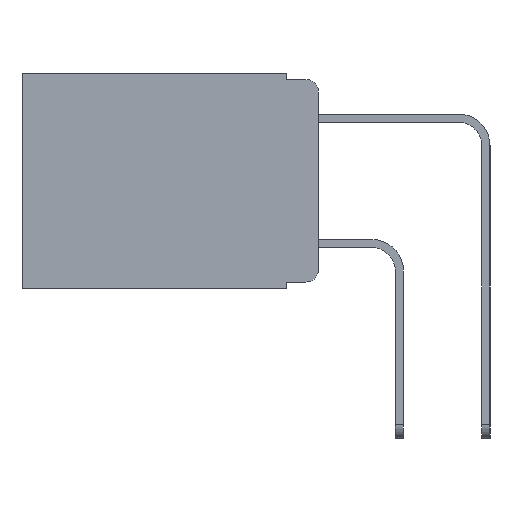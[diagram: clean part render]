
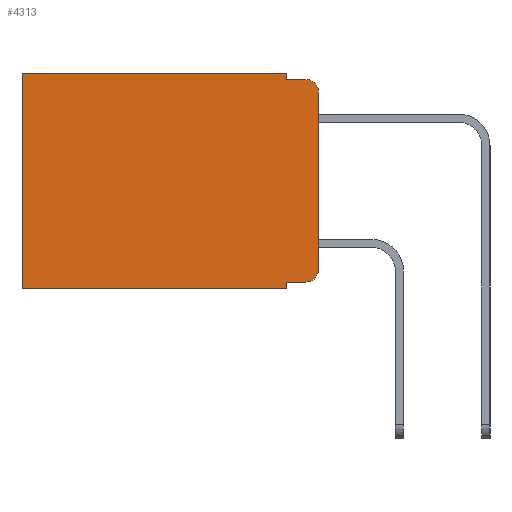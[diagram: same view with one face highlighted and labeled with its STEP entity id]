
A CAD part, left-side view. The second image highlights one B-rep face of the part: STEP entity #4313.
In plain terms, the highlighted planar face has unit normal (-1, 0, 0).
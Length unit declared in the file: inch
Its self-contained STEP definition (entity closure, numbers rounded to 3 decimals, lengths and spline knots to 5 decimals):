
#120 = ORIENTED_EDGE ( 'NONE', *, *, #17956, .T. ) ;
#225 = CARTESIAN_POINT ( 'NONE',  ( 0.298, 0., 0. ) ) ;
#364 = CARTESIAN_POINT ( 'NONE',  ( 0.298, 0., -0.313 ) ) ;
#673 = AXIS2_PLACEMENT_3D ( 'NONE', #225, #10438, #12067 ) ;
#907 = ORIENTED_EDGE ( 'NONE', *, *, #12502, .F. ) ;
#1164 = VERTEX_POINT ( 'NONE', #8030 ) ;
#1502 = ORIENTED_EDGE ( 'NONE', *, *, #18345, .T. ) ;
#1511 = VERTEX_POINT ( 'NONE', #13251 ) ;
#1563 = ORIENTED_EDGE ( 'NONE', *, *, #18820, .T. ) ;
#1771 = EDGE_CURVE ( 'NONE', #9703, #11524, #6150, .T. ) ;
#1810 = VECTOR ( 'NONE', #17529, 39.37008 ) ;
#1992 = ORIENTED_EDGE ( 'NONE', *, *, #13921, .T. ) ;
#2081 = DIRECTION ( 'NONE',  ( 0., 0., -1. ) ) ;
#2332 = CARTESIAN_POINT ( 'NONE',  ( 0.298, 0.051, -0.01 ) ) ;
#2514 = LINE ( 'NONE', #15307, #17093 ) ;
#2643 = DIRECTION ( 'NONE',  ( -1., 0., 0. ) ) ;
#2988 = CARTESIAN_POINT ( 'NONE',  ( 0.298, 0., -0.343 ) ) ;
#2989 = DIRECTION ( 'NONE',  ( 0., 0., -1. ) ) ;
#3027 = CARTESIAN_POINT ( 'NONE',  ( 0.298, 0.051, 0. ) ) ;
#3185 = EDGE_CURVE ( 'NONE', #9703, #16604, #5863, .T. ) ;
#3375 = DIRECTION ( 'NONE',  ( 0., 0., -1. ) ) ;
#3501 = VECTOR ( 'NONE', #2081, 39.37008 ) ;
#4313 = ADVANCED_FACE ( 'NONE', ( #6538 ), #8569, .F. ) ;
#4868 = CARTESIAN_POINT ( 'NONE',  ( 0.298, 0.051, -0.333 ) ) ;
#5176 = DIRECTION ( 'NONE',  ( 0., 1., 0. ) ) ;
#5242 = CARTESIAN_POINT ( 'NONE',  ( 0.298, 0.02, -0.313 ) ) ;
#5652 = VECTOR ( 'NONE', #3375, 39.37008 ) ;
#5821 = EDGE_CURVE ( 'NONE', #9720, #11244, #9013, .T. ) ;
#5863 = LINE ( 'NONE', #18595, #9348 ) ;
#5932 = LINE ( 'NONE', #2988, #1810 ) ;
#6106 = CARTESIAN_POINT ( 'NONE',  ( 0.298, 0.051, -0.01 ) ) ;
#6150 = LINE ( 'NONE', #11150, #5652 ) ;
#6211 = ORIENTED_EDGE ( 'NONE', *, *, #17934, .F. ) ;
#6308 = CARTESIAN_POINT ( 'NONE',  ( 0.298, 0.02, -0.01 ) ) ;
#6422 = CARTESIAN_POINT ( 'NONE',  ( 0.298, 0.051, 0. ) ) ;
#6538 = FACE_OUTER_BOUND ( 'NONE', #7782, .T. ) ;
#6811 = DIRECTION ( 'NONE',  ( 0., 0., -1. ) ) ;
#7242 = ORIENTED_EDGE ( 'NONE', *, *, #1771, .F. ) ;
#7782 = EDGE_LOOP ( 'NONE', ( #6211, #1563, #9975, #17636, #120, #1502, #907, #7242, #13256, #1992 ) ) ;
#7955 = VECTOR ( 'NONE', #8435, 39.37008 ) ;
#8030 = CARTESIAN_POINT ( 'NONE',  ( 0.298, 0.473, 0. ) ) ;
#8219 = CARTESIAN_POINT ( 'NONE',  ( 0.298, 0.051, -0.343 ) ) ;
#8435 = DIRECTION ( 'NONE',  ( 0., -1., 0. ) ) ;
#8569 = PLANE ( 'NONE',  #673 ) ;
#9013 = LINE ( 'NONE', #3027, #16519 ) ;
#9348 = VECTOR ( 'NONE', #10588, 39.37008 ) ;
#9703 = VERTEX_POINT ( 'NONE', #4868 ) ;
#9720 = VERTEX_POINT ( 'NONE', #6422 ) ;
#9975 = ORIENTED_EDGE ( 'NONE', *, *, #15115, .F. ) ;
#10438 = DIRECTION ( 'NONE',  ( 1., 0., 0. ) ) ;
#10460 = CARTESIAN_POINT ( 'NONE',  ( 0.298, 0.473, -0.343 ) ) ;
#10588 = DIRECTION ( 'NONE',  ( 0., -1., 0. ) ) ;
#10771 = CARTESIAN_POINT ( 'NONE',  ( 0.298, 0.02, -0.333 ) ) ;
#11025 = VERTEX_POINT ( 'NONE', #364 ) ;
#11088 = CARTESIAN_POINT ( 'NONE',  ( 0.298, 0., 0. ) ) ;
#11150 = CARTESIAN_POINT ( 'NONE',  ( 0.298, 0.051, 0. ) ) ;
#11244 = VERTEX_POINT ( 'NONE', #6106 ) ;
#11265 = AXIS2_PLACEMENT_3D ( 'NONE', #11610, #2643, #13039 ) ;
#11375 = CIRCLE ( 'NONE', #18781, 0.02 ) ;
#11524 = VERTEX_POINT ( 'NONE', #8219 ) ;
#11610 = CARTESIAN_POINT ( 'NONE',  ( 0.298, 0.02, -0.03 ) ) ;
#12067 = DIRECTION ( 'NONE',  ( 0., 0., -1. ) ) ;
#12502 = EDGE_CURVE ( 'NONE', #11524, #18277, #5932, .T. ) ;
#12660 = LINE ( 'NONE', #2332, #7955 ) ;
#13039 = DIRECTION ( 'NONE',  ( 0., 0., -1. ) ) ;
#13251 = CARTESIAN_POINT ( 'NONE',  ( 0.298, 0., -0.03 ) ) ;
#13256 = ORIENTED_EDGE ( 'NONE', *, *, #3185, .T. ) ;
#13921 = EDGE_CURVE ( 'NONE', #16604, #11025, #11375, .T. ) ;
#14282 = LINE ( 'NONE', #16190, #17099 ) ;
#15115 = EDGE_CURVE ( 'NONE', #11244, #15947, #12660, .T. ) ;
#15307 = CARTESIAN_POINT ( 'NONE',  ( 0.298, 0., 0. ) ) ;
#15358 = DIRECTION ( 'NONE',  ( -1., 0., 0. ) ) ;
#15947 = VERTEX_POINT ( 'NONE', #6308 ) ;
#16190 = CARTESIAN_POINT ( 'NONE',  ( 0.298, 0.473, 0. ) ) ;
#16204 = CIRCLE ( 'NONE', #11265, 0.02 ) ;
#16519 = VECTOR ( 'NONE', #2989, 39.37008 ) ;
#16604 = VERTEX_POINT ( 'NONE', #10771 ) ;
#17093 = VECTOR ( 'NONE', #5176, 39.37008 ) ;
#17099 = VECTOR ( 'NONE', #17606, 39.37008 ) ;
#17529 = DIRECTION ( 'NONE',  ( 0., 1., 0. ) ) ;
#17535 = LINE ( 'NONE', #11088, #3501 ) ;
#17606 = DIRECTION ( 'NONE',  ( 0., 0., -1. ) ) ;
#17636 = ORIENTED_EDGE ( 'NONE', *, *, #5821, .F. ) ;
#17934 = EDGE_CURVE ( 'NONE', #1511, #11025, #17535, .T. ) ;
#17956 = EDGE_CURVE ( 'NONE', #9720, #1164, #2514, .T. ) ;
#18277 = VERTEX_POINT ( 'NONE', #10460 ) ;
#18345 = EDGE_CURVE ( 'NONE', #1164, #18277, #14282, .T. ) ;
#18595 = CARTESIAN_POINT ( 'NONE',  ( 0.298, 0.051, -0.333 ) ) ;
#18781 = AXIS2_PLACEMENT_3D ( 'NONE', #5242, #15358, #6811 ) ;
#18820 = EDGE_CURVE ( 'NONE', #1511, #15947, #16204, .T. ) ;
